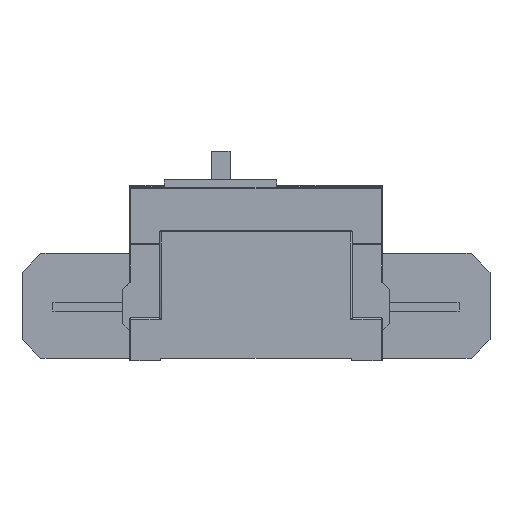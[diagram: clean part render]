
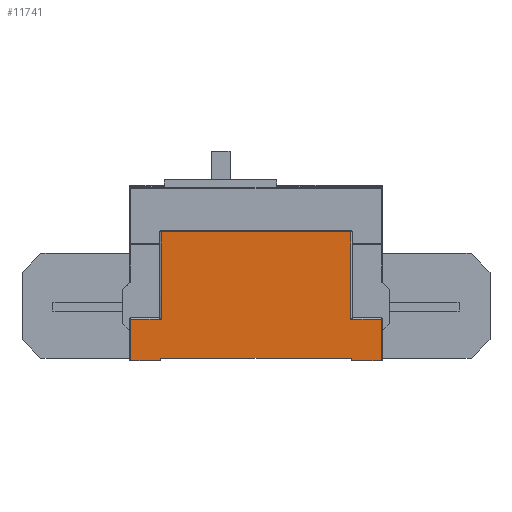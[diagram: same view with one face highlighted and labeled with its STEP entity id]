
A CAD part, left-side view. The second image highlights one B-rep face of the part: STEP entity #11741.
In plain terms, the highlighted planar face has unit normal (-1, 0, 0).
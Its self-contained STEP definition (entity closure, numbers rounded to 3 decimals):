
#1068=DIRECTION('',(0.,0.,-1.));
#1069=VECTOR('',#1068,33.);
#1070=CARTESIAN_POINT('',(-139.937,181.937,
-99.096));
#1071=LINE('',#1070,#1069);
#1075=DIRECTION('',(0.,-1.,0.));
#1076=VECTOR('',#1075,24.);
#1077=CARTESIAN_POINT('',(-139.937,181.937,
-99.096));
#1078=LINE('',#1077,#1076);
#1082=DIRECTION('',(0.,0.,-1.));
#1083=VECTOR('',#1082,69.);
#1084=CARTESIAN_POINT('',(-139.937,157.937,
-30.096));
#1085=LINE('',#1084,#1083);
#1089=DIRECTION('',(0.,-1.,0.));
#1090=VECTOR('',#1089,150.);
#1091=CARTESIAN_POINT('',(-139.937,157.937,
-30.096));
#1092=LINE('',#1091,#1090);
#1096=DIRECTION('',(0.,0.,-1.));
#1097=VECTOR('',#1096,69.);
#1098=CARTESIAN_POINT('',(-139.937,7.937,
-30.096));
#1099=LINE('',#1098,#1097);
#1103=DIRECTION('',(0.,1.,0.));
#1104=VECTOR('',#1103,24.);
#1105=CARTESIAN_POINT('',(-139.937,-16.063,
-99.096));
#1106=LINE('',#1105,#1104);
#1110=DIRECTION('',(0.,0.,-1.));
#1111=VECTOR('',#1110,33.);
#1112=CARTESIAN_POINT('',(-139.937,-16.063,
-99.096));
#1113=LINE('',#1112,#1111);
#1117=DIRECTION('',(0.,1.,0.));
#1118=VECTOR('',#1117,23.5);
#1119=CARTESIAN_POINT('',(-139.937,-16.063,
-132.096));
#1120=LINE('',#1119,#1118);
#1124=DIRECTION('',(0.,0.,1.));
#1125=VECTOR('',#1124,2.);
#1126=CARTESIAN_POINT('',(-139.937,7.437,
-132.096));
#1127=LINE('',#1126,#1125);
#1131=DIRECTION('',(0.,0.,-1.));
#1132=VECTOR('',#1131,2.);
#1133=CARTESIAN_POINT('',(-139.937,158.437,
-130.096));
#1134=LINE('',#1133,#1132);
#1188=DIRECTION('',(0.,-1.,0.));
#1189=VECTOR('',#1188,23.5);
#1190=CARTESIAN_POINT('',(-139.937,181.937,
-132.096));
#1191=LINE('',#1190,#1189);
#2183=DIRECTION('',(0.,-1.,0.));
#2184=VECTOR('',#2183,151.);
#2185=CARTESIAN_POINT('',(-139.937,158.437,
-130.096));
#2186=LINE('',#2185,#2184);
#9082=CARTESIAN_POINT('',(-139.937,158.437,
-130.096));
#9083=VERTEX_POINT('',#9082);
#9084=CARTESIAN_POINT('',(-139.937,7.437,
-130.096));
#9085=VERTEX_POINT('',#9084);
#9310=CARTESIAN_POINT('',(-139.937,7.437,
-132.096));
#9311=VERTEX_POINT('',#9310);
#9324=CARTESIAN_POINT('',(-139.937,158.437,
-132.096));
#9325=VERTEX_POINT('',#9324);
#10273=CARTESIAN_POINT('',(-139.937,181.937,
-132.096));
#10275=VERTEX_POINT('',#10273);
#10279=CARTESIAN_POINT('',(-139.937,181.937,
-99.096));
#10280=VERTEX_POINT('',#10279);
#10287=CARTESIAN_POINT('',(-139.937,157.937,
-99.096));
#10288=VERTEX_POINT('',#10287);
#10291=CARTESIAN_POINT('',(-139.937,157.937,
-30.096));
#10292=VERTEX_POINT('',#10291);
#10302=CARTESIAN_POINT('',(-139.937,-16.063,
-132.096));
#10304=VERTEX_POINT('',#10302);
#10305=CARTESIAN_POINT('',(-139.937,-16.063,
-99.096));
#10306=VERTEX_POINT('',#10305);
#10317=CARTESIAN_POINT('',(-139.937,7.937,
-99.096));
#10318=VERTEX_POINT('',#10317);
#10319=CARTESIAN_POINT('',(-139.937,7.937,
-30.096));
#10320=VERTEX_POINT('',#10319);
#11713=CARTESIAN_POINT('',(-139.937,82.937,
-84.096));
#11714=DIRECTION('',(-1.,0.,0.));
#11715=DIRECTION('',(0.,0.,1.));
#11716=AXIS2_PLACEMENT_3D('',#11713,#11714,#11715);
#11717=PLANE('',#11716);
#11719=ORIENTED_EDGE('',*,*,#11718,.F.);
#11721=ORIENTED_EDGE('',*,*,#11720,.T.);
#11723=ORIENTED_EDGE('',*,*,#11722,.F.);
#11725=ORIENTED_EDGE('',*,*,#11724,.T.);
#11727=ORIENTED_EDGE('',*,*,#11726,.T.);
#11728=ORIENTED_EDGE('',*,*,#11699,.F.);
#11729=ORIENTED_EDGE('',*,*,#11372,.T.);
#11730=ORIENTED_EDGE('',*,*,#11398,.T.);
#11732=ORIENTED_EDGE('',*,*,#11731,.T.);
#11734=ORIENTED_EDGE('',*,*,#11733,.F.);
#11736=ORIENTED_EDGE('',*,*,#11735,.T.);
#11738=ORIENTED_EDGE('',*,*,#11737,.F.);
#11739=EDGE_LOOP('',(#11719,#11721,#11723,#11725,#11727,#11728,#11729,#11730,
#11732,#11734,#11736,#11738));
#11740=FACE_OUTER_BOUND('',#11739,.F.);
#11372=EDGE_CURVE('',#10306,#10304,#1113,.T.);
#11398=EDGE_CURVE('',#10304,#9311,#1120,.T.);
#11699=EDGE_CURVE('',#10306,#10318,#1106,.T.);
#11718=EDGE_CURVE('',#10280,#10275,#1071,.T.);
#11720=EDGE_CURVE('',#10280,#10288,#1078,.T.);
#11722=EDGE_CURVE('',#10292,#10288,#1085,.T.);
#11724=EDGE_CURVE('',#10292,#10320,#1092,.T.);
#11726=EDGE_CURVE('',#10320,#10318,#1099,.T.);
#11731=EDGE_CURVE('',#9311,#9085,#1127,.T.);
#11733=EDGE_CURVE('',#9083,#9085,#2186,.T.);
#11735=EDGE_CURVE('',#9083,#9325,#1134,.T.);
#11737=EDGE_CURVE('',#10275,#9325,#1191,.T.);
#11741=ADVANCED_FACE('',(#11740),#11717,.T.);
